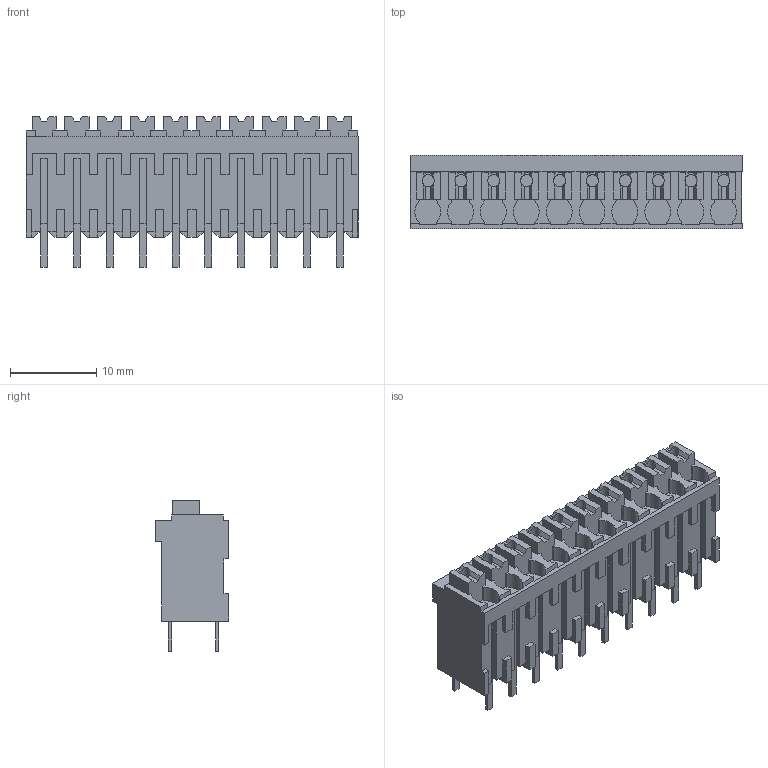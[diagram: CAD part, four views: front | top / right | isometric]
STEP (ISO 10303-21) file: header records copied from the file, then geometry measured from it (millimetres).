
FILE_DESCRIPTION(('CATIA V5 STEP Exchange','CAx-IF Rec.Pracs.--- Model Styling and Organization---1.2---2011-12-15'),'2;1');
FILE_NAME ('D1458139_0_1875760000_1875760000.stp','2018-03-20T07:17:06+00:00',('none'),('Weidmueller'),'CATIA Version 5-6 Release 2014','CATIA V5 STEP AP214','none');
FILE_SCHEMA(('AUTOMOTIVE_DESIGN { 1 0 10303 214 1 1 1 1 }'));
Length unit declared in the file: millimetre
Products named in the file (1): 1875760000
Bounding box: 38.49 x 8.5 x 17.45 mm (x, y, z)
Volume: 3109.2 mm3; surface area: 3424.8 mm2
Topology: 31 solids, 31 shells, 746 faces, 2102 edges, 1418 vertices
Faces by surface type: plane 706, cylinder 40
Entity records: 21942 total; most frequent: CARTESIAN_POINT 4289, ORIENTED_EDGE 4204, DIRECTION 2728, EDGE_CURVE 2102, VECTOR 1942, LINE 1942, VERTEX_POINT 1418, ADVANCED_FACE 746
